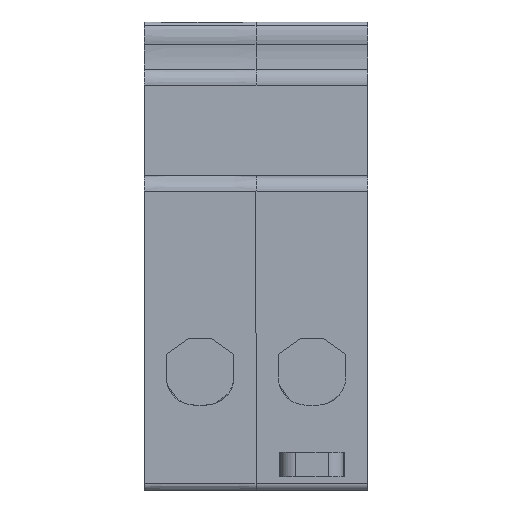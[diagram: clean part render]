
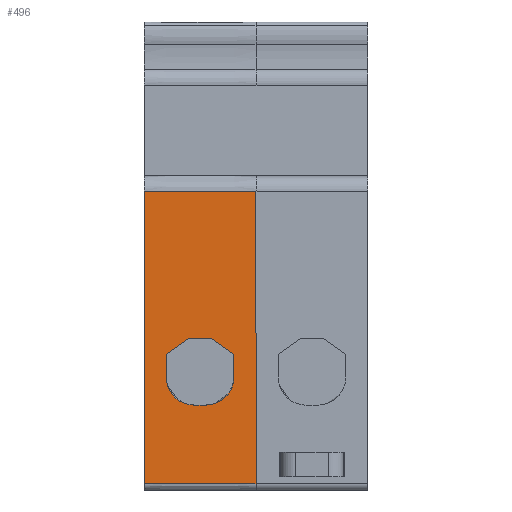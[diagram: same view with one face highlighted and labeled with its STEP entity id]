
A CAD part, front view. The second image highlights one B-rep face of the part: STEP entity #496.
In plain terms, the highlighted planar face has unit normal (0, -1, 0).
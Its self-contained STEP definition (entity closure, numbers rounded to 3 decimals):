
#449=AXIS2_PLACEMENT_3D('Plane Axis2P3D',#446,#447,#448) ;
#131=CARTESIAN_POINT('Vertex',(-18.7,-42.5,-50.5)) ;
#136=CARTESIAN_POINT('Line Origine',(-18.25,-42.5,-50.5)) ;
#140=CARTESIAN_POINT('Vertex',(-17.8,-42.5,-50.5)) ;
#176=CARTESIAN_POINT('Vertex',(-23.2,-42.5,-46.)) ;
#182=CARTESIAN_POINT('Control Point',(-23.2,-42.5,-46.)) ;
#183=CARTESIAN_POINT('Control Point',(-23.2,-42.5,-47.414)) ;
#184=CARTESIAN_POINT('Control Point',(-22.646,-42.5,-48.829)) ;
#185=CARTESIAN_POINT('Control Point',(-21.529,-42.5,-49.946)) ;
#186=CARTESIAN_POINT('Control Point',(-20.114,-42.5,-50.5)) ;
#187=CARTESIAN_POINT('Control Point',(-18.7,-42.5,-50.5)) ;
#213=CARTESIAN_POINT('Vertex',(-23.2,-42.5,-42.4)) ;
#218=CARTESIAN_POINT('Line Origine',(-23.2,-42.5,-44.2)) ;
#244=CARTESIAN_POINT('Vertex',(-19.7,-42.5,-39.9)) ;
#249=CARTESIAN_POINT('Line Origine',(-21.45,-42.5,-41.15)) ;
#275=CARTESIAN_POINT('Vertex',(-15.9,-42.5,-39.9)) ;
#280=CARTESIAN_POINT('Line Origine',(-17.8,-42.5,-39.9)) ;
#302=CARTESIAN_POINT('Line Origine',(-17.35,-42.5,-50.5)) ;
#306=CARTESIAN_POINT('Vertex',(-16.9,-42.5,-50.5)) ;
#382=CARTESIAN_POINT('Vertex',(-12.4,-42.5,-42.4)) ;
#385=CARTESIAN_POINT('Line Origine',(-14.15,-42.5,-41.15)) ;
#408=CARTESIAN_POINT('Control Point',(-16.9,-42.5,-50.5)) ;
#409=CARTESIAN_POINT('Control Point',(-15.486,-42.5,-50.5)) ;
#410=CARTESIAN_POINT('Control Point',(-14.071,-42.5,-49.946)) ;
#411=CARTESIAN_POINT('Control Point',(-12.953,-42.5,-48.829)) ;
#412=CARTESIAN_POINT('Control Point',(-12.4,-42.5,-47.414)) ;
#413=CARTESIAN_POINT('Control Point',(-12.4,-42.5,-46.)) ;
#414=CARTESIAN_POINT('Vertex',(-12.4,-42.5,-46.)) ;
#434=CARTESIAN_POINT('Line Origine',(-12.4,-42.5,-44.2)) ;
#446=CARTESIAN_POINT('Axis2P3D Location',(-8.9,-42.5,-16.5)) ;
#451=CARTESIAN_POINT('Line Origine',(-17.8,-42.5,-63.)) ;
#455=CARTESIAN_POINT('Vertex',(-8.9,-42.5,-63.)) ;
#457=CARTESIAN_POINT('Vertex',(-26.7,-42.5,-63.)) ;
#460=CARTESIAN_POINT('Line Origine',(-8.9,-42.5,-39.75)) ;
#464=CARTESIAN_POINT('Vertex',(-8.9,-42.5,-16.5)) ;
#467=CARTESIAN_POINT('Line Origine',(-17.8,-42.5,-16.5)) ;
#471=CARTESIAN_POINT('Vertex',(-26.7,-42.5,-16.5)) ;
#474=CARTESIAN_POINT('Line Origine',(-26.7,-42.5,-39.75)) ;
#137=DIRECTION('Vector Direction',(1.,0.,0.)) ;
#219=DIRECTION('Vector Direction',(0.,0.,-1.)) ;
#250=DIRECTION('Vector Direction',(-0.814,0.,-0.581)) ;
#281=DIRECTION('Vector Direction',(-1.,0.,0.)) ;
#303=DIRECTION('Vector Direction',(1.,0.,0.)) ;
#386=DIRECTION('Vector Direction',(-0.814,0.,0.581)) ;
#435=DIRECTION('Vector Direction',(0.,0.,1.)) ;
#447=DIRECTION('Axis2P3D Direction',(0.,1.,0.)) ;
#448=DIRECTION('Axis2P3D XDirection',(0.,0.,-1.)) ;
#452=DIRECTION('Vector Direction',(-1.,0.,0.)) ;
#461=DIRECTION('Vector Direction',(0.,0.,-1.)) ;
#468=DIRECTION('Vector Direction',(-1.,0.,0.)) ;
#475=DIRECTION('Vector Direction',(0.,0.,-1.)) ;
#138=VECTOR('Line Direction',#137,1.) ;
#220=VECTOR('Line Direction',#219,1.) ;
#251=VECTOR('Line Direction',#250,1.) ;
#282=VECTOR('Line Direction',#281,1.) ;
#304=VECTOR('Line Direction',#303,1.) ;
#387=VECTOR('Line Direction',#386,1.) ;
#436=VECTOR('Line Direction',#435,1.) ;
#453=VECTOR('Line Direction',#452,1.) ;
#462=VECTOR('Line Direction',#461,1.) ;
#469=VECTOR('Line Direction',#468,1.) ;
#476=VECTOR('Line Direction',#475,1.) ;
#480=ORIENTED_EDGE('',*,*,#459,.F.) ;
#481=ORIENTED_EDGE('',*,*,#466,.F.) ;
#482=ORIENTED_EDGE('',*,*,#473,.T.) ;
#483=ORIENTED_EDGE('',*,*,#478,.F.) ;
#486=ORIENTED_EDGE('',*,*,#308,.F.) ;
#487=ORIENTED_EDGE('',*,*,#142,.F.) ;
#488=ORIENTED_EDGE('',*,*,#188,.F.) ;
#489=ORIENTED_EDGE('',*,*,#222,.F.) ;
#490=ORIENTED_EDGE('',*,*,#253,.F.) ;
#491=ORIENTED_EDGE('',*,*,#284,.F.) ;
#492=ORIENTED_EDGE('',*,*,#389,.F.) ;
#493=ORIENTED_EDGE('',*,*,#438,.F.) ;
#494=ORIENTED_EDGE('',*,*,#416,.F.) ;
#495=FACE_BOUND('',#485,.T.) ;
#496=ADVANCED_FACE('PartBody',(#484,#495),#450,.F.) ;
#181=B_SPLINE_CURVE_WITH_KNOTS('',5,(#182,#183,#184,#185,#186,#187),.UNSPECIFIED.,.F.,.U.,(6,6),(19.602,26.671),.UNSPECIFIED.) ;
#407=B_SPLINE_CURVE_WITH_KNOTS('',5,(#408,#409,#410,#411,#412,#413),.UNSPECIFIED.,.F.,.U.,(6,6),(28.471,35.539),.UNSPECIFIED.) ;
#142=EDGE_CURVE('',#132,#141,#139,.T.) ;
#188=EDGE_CURVE('',#177,#132,#181,.T.) ;
#222=EDGE_CURVE('',#214,#177,#221,.T.) ;
#253=EDGE_CURVE('',#245,#214,#252,.T.) ;
#284=EDGE_CURVE('',#276,#245,#283,.T.) ;
#308=EDGE_CURVE('',#141,#307,#305,.T.) ;
#389=EDGE_CURVE('',#383,#276,#388,.T.) ;
#416=EDGE_CURVE('',#307,#415,#407,.T.) ;
#438=EDGE_CURVE('',#415,#383,#437,.T.) ;
#459=EDGE_CURVE('',#456,#458,#454,.T.) ;
#466=EDGE_CURVE('',#465,#456,#463,.T.) ;
#473=EDGE_CURVE('',#465,#472,#470,.T.) ;
#478=EDGE_CURVE('',#458,#472,#477,.F.) ;
#479=EDGE_LOOP('',(#480,#481,#482,#483)) ;
#485=EDGE_LOOP('',(#486,#487,#488,#489,#490,#491,#492,#493,#494)) ;
#484=FACE_OUTER_BOUND('',#479,.T.) ;
#139=LINE('Line',#136,#138) ;
#221=LINE('Line',#218,#220) ;
#252=LINE('Line',#249,#251) ;
#283=LINE('Line',#280,#282) ;
#305=LINE('Line',#302,#304) ;
#388=LINE('Line',#385,#387) ;
#437=LINE('Line',#434,#436) ;
#454=LINE('Line',#451,#453) ;
#463=LINE('Line',#460,#462) ;
#470=LINE('Line',#467,#469) ;
#477=LINE('Line',#474,#476) ;
#450=PLANE('',#449) ;
#132=VERTEX_POINT('',#131) ;
#141=VERTEX_POINT('',#140) ;
#177=VERTEX_POINT('',#176) ;
#214=VERTEX_POINT('',#213) ;
#245=VERTEX_POINT('',#244) ;
#276=VERTEX_POINT('',#275) ;
#307=VERTEX_POINT('',#306) ;
#383=VERTEX_POINT('',#382) ;
#415=VERTEX_POINT('',#414) ;
#456=VERTEX_POINT('',#455) ;
#458=VERTEX_POINT('',#457) ;
#465=VERTEX_POINT('',#464) ;
#472=VERTEX_POINT('',#471) ;
